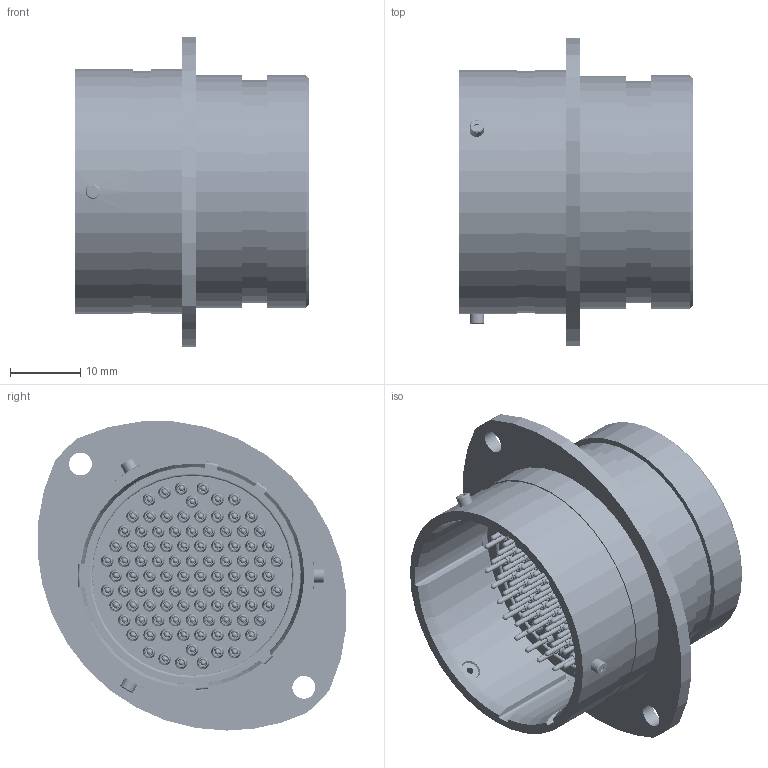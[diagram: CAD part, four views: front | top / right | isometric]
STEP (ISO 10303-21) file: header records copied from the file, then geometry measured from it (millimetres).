
FILE_DESCRIPTION (( 'STEP AP214' ), '1' );
FILE_NAME ('AS022-35PN.STEP', '2016-11-25T12:08:52', ( 'TE Connectivity' ), ( 'TE Connectivity' ), 'SwSTEP 2.0', 'SolidWorks 2014', '' );
FILE_SCHEMA (( 'AUTOMOTIVE_DESIGN' ));
Length unit declared in the file: inch
Products named in the file (1): AS022-35PN
Bounding box: 33.31 x 43.94 x 44 mm (x, y, z)
Volume: 18210.4 mm3; surface area: 21985.2 mm2
Topology: 110 solids, 110 shells, 3620 faces, 7708 edges, 4720 vertices
Faces by surface type: torus 1220, cylinder 1108, plane 656, cone 620, sphere 16
Entity records: 149167 total; most frequent: DIRECTION 20783, CARTESIAN_POINT 16374, ORIENTED_EDGE 15384, AXIS2_PLACEMENT_3D 9512, EDGE_CURVE 7692, CIRCLE 5893, VERTEX_POINT 4714, EDGE_LOOP 4654
